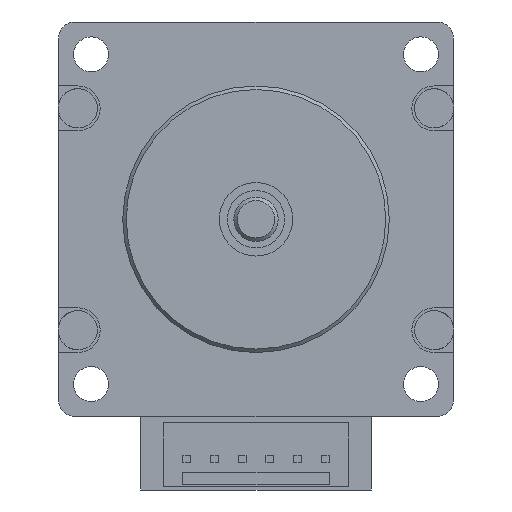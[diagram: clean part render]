
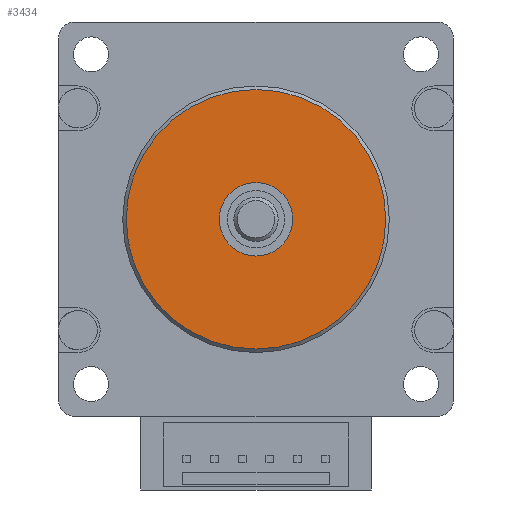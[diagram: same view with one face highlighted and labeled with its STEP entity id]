
A CAD part, left-side view. The second image highlights one B-rep face of the part: STEP entity #3434.
In plain terms, the highlighted planar face has unit normal (-1, 0, 0).
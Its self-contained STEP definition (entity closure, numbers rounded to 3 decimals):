
#50=FACE_BOUND('',#513,.T.);
#153=PLANE('',#3753);
#312=FACE_OUTER_BOUND('',#512,.T.);
#512=EDGE_LOOP('',(#2819));
#513=EDGE_LOOP('',(#2820,#2821));
#1298=CIRCLE('',#3740,5.25);
#1299=CIRCLE('',#3741,5.25);
#1304=CIRCLE('',#3749,18.55);
#1584=VERTEX_POINT('',#5527);
#1585=VERTEX_POINT('',#5528);
#1590=VERTEX_POINT('',#5544);
#2006=EDGE_CURVE('',#1584,#1585,#1298,.T.);
#2007=EDGE_CURVE('',#1585,#1584,#1299,.T.);
#2014=EDGE_CURVE('',#1590,#1590,#1304,.T.);
#2819=ORIENTED_EDGE('',*,*,#2014,.F.);
#2820=ORIENTED_EDGE('',*,*,#2006,.T.);
#2821=ORIENTED_EDGE('',*,*,#2007,.T.);
#3434=ADVANCED_FACE('',(#312,#50),#153,.T.);
#3740=AXIS2_PLACEMENT_3D('',#5529,#4553,#4554);
#3741=AXIS2_PLACEMENT_3D('',#5530,#4555,#4556);
#3749=AXIS2_PLACEMENT_3D('',#5545,#4573,#4574);
#3753=AXIS2_PLACEMENT_3D('',#5553,#4583,#4584);
#4553=DIRECTION('center_axis',(1.,0.,0.));
#4554=DIRECTION('ref_axis',(0.,-1.,0.));
#4555=DIRECTION('center_axis',(1.,0.,0.));
#4556=DIRECTION('ref_axis',(0.,-1.,0.));
#4573=DIRECTION('center_axis',(1.,0.,0.));
#4574=DIRECTION('ref_axis',(0.,1.,0.));
#4583=DIRECTION('center_axis',(-1.,0.,0.));
#4584=DIRECTION('ref_axis',(0.,-1.,0.));
#5527=CARTESIAN_POINT('',(-6.6,-5.25,0.));
#5528=CARTESIAN_POINT('',(-6.6,5.25,0.));
#5529=CARTESIAN_POINT('Origin',(-6.6,0.,0.));
#5530=CARTESIAN_POINT('Origin',(-6.6,0.,0.));
#5544=CARTESIAN_POINT('',(-6.6,-18.55,0.));
#5545=CARTESIAN_POINT('Origin',(-6.6,0.,0.));
#5553=CARTESIAN_POINT('Origin',(-6.6,0.,0.));
